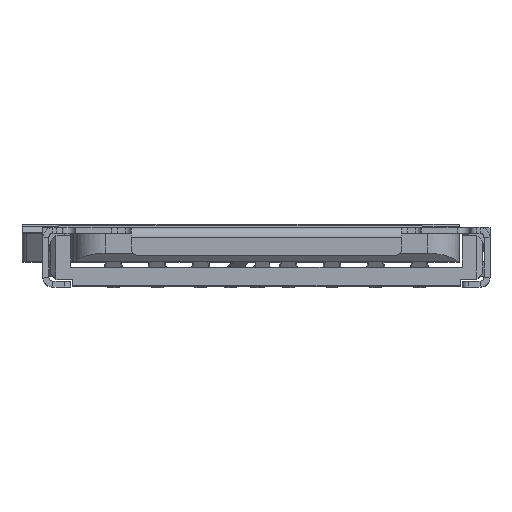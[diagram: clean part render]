
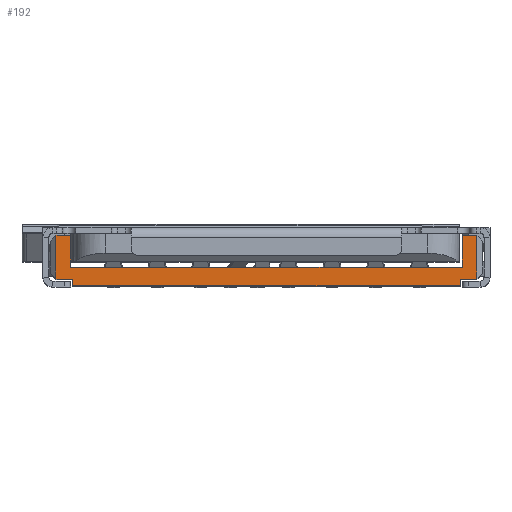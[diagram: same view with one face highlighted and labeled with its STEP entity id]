
A CAD part, top view. The second image highlights one B-rep face of the part: STEP entity #192.
In plain terms, the highlighted planar face has unit normal (0, 0, 1).
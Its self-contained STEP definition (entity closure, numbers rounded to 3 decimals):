
#192=ADVANCED_FACE('',(#1483),#1484,.T.);
#1483=FACE_OUTER_BOUND('',#3943,.T.);
#1484=PLANE('',#3944);
#3943=EDGE_LOOP('',(#7599,#7600,#7601,#7602,#7603,#7604,#7605,#7606,#7607,#7608,#7609,#7610));
#3944=AXIS2_PLACEMENT_3D('',#7611,#7612,#7613);
#7599=ORIENTED_EDGE('',*,*,#16601,.F.);
#7600=ORIENTED_EDGE('',*,*,#16559,.T.);
#7601=ORIENTED_EDGE('',*,*,#16753,.T.);
#7602=ORIENTED_EDGE('',*,*,#16627,.T.);
#7603=ORIENTED_EDGE('',*,*,#16752,.T.);
#7604=ORIENTED_EDGE('',*,*,#16754,.F.);
#7605=ORIENTED_EDGE('',*,*,#16755,.T.);
#7606=ORIENTED_EDGE('',*,*,#16652,.F.);
#7607=ORIENTED_EDGE('',*,*,#16756,.F.);
#7608=ORIENTED_EDGE('',*,*,#16757,.F.);
#7609=ORIENTED_EDGE('',*,*,#16758,.T.);
#7610=ORIENTED_EDGE('',*,*,#16623,.T.);
#7611=CARTESIAN_POINT('',(-5.625,0.0,3.0));
#7612=DIRECTION('',(0.0,0.0,1.0));
#7613=DIRECTION('',(1.0,0.0,0.0));
#16559=EDGE_CURVE('',#19510,#19508,#19511,.T.);
#16601=EDGE_CURVE('',#19510,#19593,#19594,.T.);
#16623=EDGE_CURVE('',#19618,#19593,#19633,.T.);
#16627=EDGE_CURVE('',#19640,#19638,#19641,.T.);
#16652=EDGE_CURVE('',#19682,#19684,#19685,.T.);
#16752=EDGE_CURVE('',#19638,#19835,#19837,.T.);
#16753=EDGE_CURVE('',#19508,#19640,#19838,.T.);
#16754=EDGE_CURVE('',#19839,#19835,#19840,.T.);
#16755=EDGE_CURVE('',#19839,#19684,#19841,.T.);
#16756=EDGE_CURVE('',#19842,#19682,#19843,.T.);
#16757=EDGE_CURVE('',#19844,#19842,#19845,.T.);
#16758=EDGE_CURVE('',#19844,#19618,#19846,.T.);
#19508=VERTEX_POINT('',#24217);
#19510=VERTEX_POINT('',#24220);
#19511=LINE('',#24221,#24222);
#19593=VERTEX_POINT('',#24331);
#19594=LINE('',#24332,#24333);
#19618=VERTEX_POINT('',#24370);
#19633=LINE('',#24393,#24394);
#19638=VERTEX_POINT('',#24401);
#19640=VERTEX_POINT('',#24404);
#19641=LINE('',#24405,#24406);
#19682=VERTEX_POINT('',#24470);
#19684=VERTEX_POINT('',#24473);
#19685=LINE('',#24474,#24475);
#19835=VERTEX_POINT('',#24709);
#19837=LINE('',#24712,#24713);
#19838=LINE('',#24714,#24715);
#19839=VERTEX_POINT('',#24716);
#19840=LINE('',#24717,#24718);
#19841=LINE('',#24719,#24720);
#19842=VERTEX_POINT('',#24721);
#19843=LINE('',#24722,#24723);
#19844=VERTEX_POINT('',#24724);
#19845=LINE('',#24725,#24726);
#19846=LINE('',#24727,#24728);
#24217=CARTESIAN_POINT('',(4.875,0.0,3.0));
#24220=CARTESIAN_POINT('',(-4.875,0.0,3.0));
#24221=CARTESIAN_POINT('',(-4.875,0.0,3.0));
#24222=VECTOR('',#30951,9.75);
#24331=CARTESIAN_POINT('',(-4.875,0.17,3.0));
#24332=CARTESIAN_POINT('',(-4.875,0.0,3.0));
#24333=VECTOR('',#31021,0.17);
#24370=CARTESIAN_POINT('',(-5.295,0.17,3.0));
#24393=CARTESIAN_POINT('',(-5.295,0.17,3.0));
#24394=VECTOR('',#31043,0.42);
#24401=CARTESIAN_POINT('',(5.295,0.17,3.0));
#24404=CARTESIAN_POINT('',(4.875,0.17,3.0));
#24405=CARTESIAN_POINT('',(4.875,0.17,3.0));
#24406=VECTOR('',#31047,0.42);
#24470=CARTESIAN_POINT('',(-4.925,0.47,3.0));
#24473=CARTESIAN_POINT('',(4.925,0.47,3.0));
#24474=CARTESIAN_POINT('',(-4.925,0.47,3.0));
#24475=VECTOR('',#31072,9.85);
#24709=CARTESIAN_POINT('',(5.295,1.27,3.0));
#24712=CARTESIAN_POINT('',(5.295,0.17,3.0));
#24713=VECTOR('',#31200,1.1);
#24714=CARTESIAN_POINT('',(4.875,0.0,3.0));
#24715=VECTOR('',#31201,0.17);
#24716=CARTESIAN_POINT('',(4.925,1.27,3.0));
#24717=CARTESIAN_POINT('',(4.925,1.27,3.0));
#24718=VECTOR('',#31202,0.37);
#24719=CARTESIAN_POINT('',(4.925,1.27,3.0));
#24720=VECTOR('',#31203,0.8);
#24721=CARTESIAN_POINT('',(-4.925,1.27,3.0));
#24722=CARTESIAN_POINT('',(-4.925,1.27,3.0));
#24723=VECTOR('',#31204,0.8);
#24724=CARTESIAN_POINT('',(-5.295,1.27,3.0));
#24725=CARTESIAN_POINT('',(-5.295,1.27,3.0));
#24726=VECTOR('',#31205,0.37);
#24727=CARTESIAN_POINT('',(-5.295,1.27,3.0));
#24728=VECTOR('',#31206,1.1);
#30951=DIRECTION('',(1.0,0.0,0.0));
#31021=DIRECTION('',(0.0,1.0,0.0));
#31043=DIRECTION('',(1.0,0.0,0.0));
#31047=DIRECTION('',(1.0,0.0,0.0));
#31072=DIRECTION('',(1.0,0.0,0.0));
#31200=DIRECTION('',(0.0,1.0,0.0));
#31201=DIRECTION('',(0.0,1.0,0.0));
#31202=DIRECTION('',(1.0,0.0,0.0));
#31203=DIRECTION('',(0.0,-1.0,0.0));
#31204=DIRECTION('',(0.0,-1.0,0.0));
#31205=DIRECTION('',(1.0,0.0,0.0));
#31206=DIRECTION('',(0.0,-1.0,0.0));
